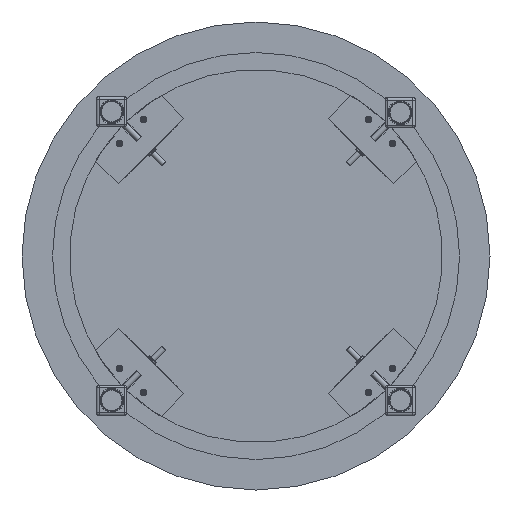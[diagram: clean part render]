
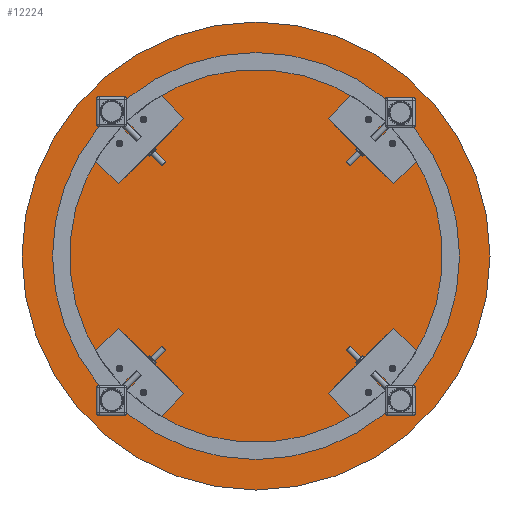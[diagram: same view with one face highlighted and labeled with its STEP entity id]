
A CAD part, front view. The second image highlights one B-rep face of the part: STEP entity #12224.
In plain terms, the highlighted face is planar.
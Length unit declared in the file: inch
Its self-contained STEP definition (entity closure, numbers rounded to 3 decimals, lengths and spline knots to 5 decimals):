
#2451=PLANE('',#13124);
#3073=FACE_OUTER_BOUND('',#3958,.T.);
#3958=EDGE_LOOP('',(#8435));
#4948=CIRCLE('',#13122,12.);
#5573=VERTEX_POINT('',#18203);
#6615=EDGE_CURVE('',#5573,#5573,#4948,.T.);
#8435=ORIENTED_EDGE('',*,*,#6615,.T.);
#12224=ADVANCED_FACE('',(#3073),#2451,.F.);
#13122=AXIS2_PLACEMENT_3D('',#18204,#14599,#14600);
#13124=AXIS2_PLACEMENT_3D('',#18206,#14603,#14604);
#14599=DIRECTION('center_axis',(0.,0.,-1.));
#14600=DIRECTION('ref_axis',(-1.,0.,0.));
#14603=DIRECTION('center_axis',(0.,0.,1.));
#14604=DIRECTION('ref_axis',(1.,0.,0.));
#18203=CARTESIAN_POINT('',(12.,0.,-0.5));
#18204=CARTESIAN_POINT('Origin',(0.,0.,-0.5));
#18206=CARTESIAN_POINT('Origin',(0.,0.,
-0.5));
